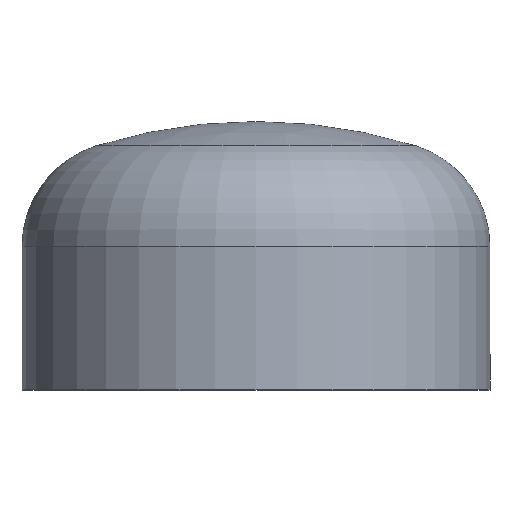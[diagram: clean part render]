
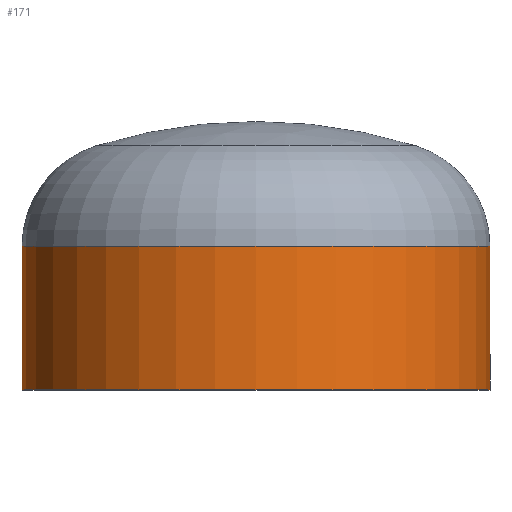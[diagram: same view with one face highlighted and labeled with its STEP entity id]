
A CAD part, top view. The second image highlights one B-rep face of the part: STEP entity #171.
In plain terms, the highlighted cylindrical face has radius 44.45 mm (diameter 88.9 mm), a partial arc.
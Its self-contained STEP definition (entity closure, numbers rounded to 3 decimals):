
#7 = LINE ( 'NONE', #135, #409 ) ;
#16 = CARTESIAN_POINT ( 'NONE',  ( 0., 0., 0. ) ) ;
#18 = VERTEX_POINT ( 'NONE', #398 ) ;
#20 = EDGE_CURVE ( 'NONE', #185, #325, #407, .T. ) ;
#53 = VECTOR ( 'NONE', #217, 1000. ) ;
#77 = ORIENTED_EDGE ( 'NONE', *, *, #177, .F. ) ;
#79 = CARTESIAN_POINT ( 'NONE',  ( -44.45, 0., 0. ) ) ;
#92 = AXIS2_PLACEMENT_3D ( 'NONE', #281, #403, #277 ) ;
#107 = CYLINDRICAL_SURFACE ( 'NONE', #154, 44.45 ) ;
#135 = CARTESIAN_POINT ( 'NONE',  ( 44.45, 0., 0. ) ) ;
#154 = AXIS2_PLACEMENT_3D ( 'NONE', #16, #210, #176 ) ;
#168 = CARTESIAN_POINT ( 'NONE',  ( 0., 27.27, 0. ) ) ;
#171 = ADVANCED_FACE ( 'NONE', ( #239 ), #107, .T. ) ;
#176 = DIRECTION ( 'NONE',  ( 1., 0., 0. ) ) ;
#177 = EDGE_CURVE ( 'NONE', #357, #185, #7, .T. ) ;
#185 = VERTEX_POINT ( 'NONE', #238 ) ;
#187 = CARTESIAN_POINT ( 'NONE',  ( -44.45, 0., 0. ) ) ;
#188 = CIRCLE ( 'NONE', #240, 44.45 ) ;
#205 = DIRECTION ( 'NONE',  ( 1., 0., 0. ) ) ;
#210 = DIRECTION ( 'NONE',  ( 0., -1., 0. ) ) ;
#211 = ORIENTED_EDGE ( 'NONE', *, *, #270, .T. ) ;
#217 = DIRECTION ( 'NONE',  ( 0., -1., 0. ) ) ;
#229 = ORIENTED_EDGE ( 'NONE', *, *, #20, .F. ) ;
#238 = CARTESIAN_POINT ( 'NONE',  ( 44.45, 0., 0. ) ) ;
#239 = FACE_OUTER_BOUND ( 'NONE', #297, .T. ) ;
#240 = AXIS2_PLACEMENT_3D ( 'NONE', #168, #348, #205 ) ;
#244 = LINE ( 'NONE', #187, #53 ) ;
#263 = DIRECTION ( 'NONE',  ( 0., -1., 0. ) ) ;
#270 = EDGE_CURVE ( 'NONE', #357, #18, #188, .T. ) ;
#274 = CARTESIAN_POINT ( 'NONE',  ( 44.45, 27.27, 0. ) ) ;
#277 = DIRECTION ( 'NONE',  ( 1., 0., 0. ) ) ;
#281 = CARTESIAN_POINT ( 'NONE',  ( 0., 0., 0. ) ) ;
#297 = EDGE_LOOP ( 'NONE', ( #211, #382, #229, #77 ) ) ;
#322 = EDGE_CURVE ( 'NONE', #18, #325, #244, .T. ) ;
#325 = VERTEX_POINT ( 'NONE', #79 ) ;
#348 = DIRECTION ( 'NONE',  ( 0., -1., 0. ) ) ;
#357 = VERTEX_POINT ( 'NONE', #274 ) ;
#382 = ORIENTED_EDGE ( 'NONE', *, *, #322, .T. ) ;
#398 = CARTESIAN_POINT ( 'NONE',  ( -44.45, 27.27, 0. ) ) ;
#403 = DIRECTION ( 'NONE',  ( 0., -1., 0. ) ) ;
#407 = CIRCLE ( 'NONE', #92, 44.45 ) ;
#409 = VECTOR ( 'NONE', #263, 1000. ) ;
